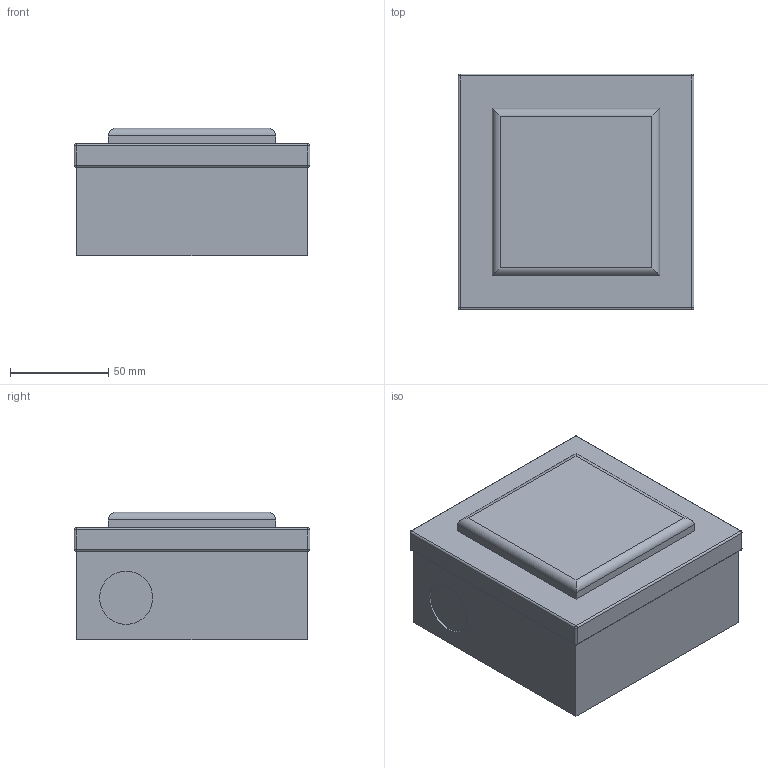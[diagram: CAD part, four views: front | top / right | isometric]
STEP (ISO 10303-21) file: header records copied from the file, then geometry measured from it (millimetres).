
FILE_DESCRIPTION(/* description */ ('Unknown'),/* implementation_level */ '2;1');
FILE_NAME(/* name */ 'SN 8030.2 AP',/* time_stamp */ '2021-03-04T13:49:29+01:00',/* author */ ('Unknown'),/* organization */ ('Unknown'),/* preprocessor_version */ 'ST-DEVELOPER v16.7',/* originating_system */ 'Solid Edge',/* authorisation */ 'Unknown');
FILE_SCHEMA (('AUTOMOTIVE_DESIGN {1 0 10303 214 3 1 1}'));
Length unit declared in the file: millimetre
Products named in the file (1): SN 8030.2 AP
Bounding box: 120 x 120 x 65 mm (x, y, z)
Volume: 842956.9 mm3; surface area: 57652.7 mm2
Topology: 1 solids, 1 shells, 48 faces, 100 edges, 52 vertices
Faces by surface type: plane 20, cylinder 20, sphere 8
Full cylindrical faces by diameter (mm): 27 x4
Entity records: 1198 total; most frequent: DIRECTION 222, CARTESIAN_POINT 189, ORIENTED_EDGE 176, EDGE_CURVE 88, AXIS2_PLACEMENT_3D 85, EDGE_LOOP 58, FACE_BOUND 58, VERTEX_POINT 52
